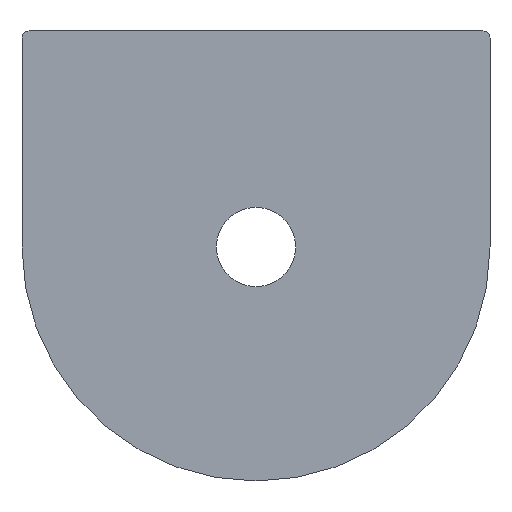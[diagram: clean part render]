
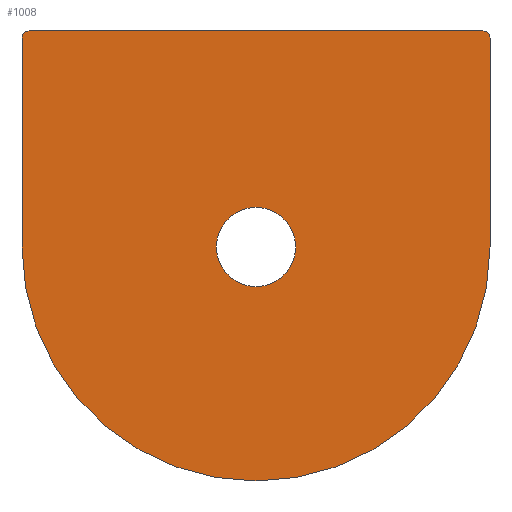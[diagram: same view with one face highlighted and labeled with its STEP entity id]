
A CAD part, front view. The second image highlights one B-rep face of the part: STEP entity #1008.
In plain terms, the highlighted planar face has unit normal (0, -1, 0).
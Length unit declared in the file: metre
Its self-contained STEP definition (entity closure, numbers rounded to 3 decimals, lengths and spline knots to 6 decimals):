
#125=CIRCLE('',#1115,0.0005);
#126=CIRCLE('',#1116,0.01625);
#127=CIRCLE('',#1117,0.0005);
#128=CIRCLE('',#1118,0.00275);
#335=ORIENTED_EDGE('',*,*,#462,.F.);
#336=ORIENTED_EDGE('',*,*,#555,.T.);
#337=ORIENTED_EDGE('',*,*,#444,.T.);
#338=ORIENTED_EDGE('',*,*,#556,.F.);
#339=ORIENTED_EDGE('',*,*,#480,.F.);
#340=ORIENTED_EDGE('',*,*,#557,.T.);
#341=ORIENTED_EDGE('',*,*,#558,.T.);
#444=EDGE_CURVE('',#593,#594,#684,.T.);
#462=EDGE_CURVE('',#611,#612,#698,.T.);
#480=EDGE_CURVE('',#627,#622,#710,.T.);
#555=EDGE_CURVE('',#611,#593,#125,.T.);
#556=EDGE_CURVE('',#622,#594,#126,.T.);
#557=EDGE_CURVE('',#627,#612,#127,.T.);
#558=EDGE_CURVE('',#671,#671,#128,.T.);
#593=VERTEX_POINT('',#1439);
#594=VERTEX_POINT('',#1440);
#611=VERTEX_POINT('',#1478);
#612=VERTEX_POINT('',#1480);
#622=VERTEX_POINT('',#1504);
#627=VERTEX_POINT('',#1514);
#671=VERTEX_POINT('',#1952);
#684=LINE('',#1438,#742);
#698=LINE('',#1479,#756);
#710=LINE('',#1515,#768);
#742=VECTOR('',#1160,1.);
#756=VECTOR('',#1190,1.);
#768=VECTOR('',#1218,1.);
#846=EDGE_LOOP('',(#335,#336,#337,#338,#339,#340));
#847=EDGE_LOOP('',(#341));
#920=FACE_BOUND('',#846,.T.);
#921=FACE_BOUND('',#847,.T.);
#967=PLANE('',#1114);
#1008=ADVANCED_FACE('',(#920,#921),#967,.T.);
#1114=AXIS2_PLACEMENT_3D('',#1947,#1346,#1347);
#1115=AXIS2_PLACEMENT_3D('',#1948,#1348,#1349);
#1116=AXIS2_PLACEMENT_3D('',#1949,#1350,#1351);
#1117=AXIS2_PLACEMENT_3D('',#1950,#1352,#1353);
#1118=AXIS2_PLACEMENT_3D('',#1951,#1354,#1355);
#1160=DIRECTION('',(0.,0.,-1.));
#1190=DIRECTION('',(1.,0.,0.));
#1218=DIRECTION('',(0.,0.,-1.));
#1346=DIRECTION('',(0.,-1.,0.));
#1347=DIRECTION('',(1.,0.,0.));
#1348=DIRECTION('',(0.,-1.,0.));
#1349=DIRECTION('',(0.,0.,-1.));
#1350=DIRECTION('',(0.,1.,0.));
#1351=DIRECTION('',(0.,0.,1.));
#1352=DIRECTION('',(0.,-1.,0.));
#1353=DIRECTION('',(0.,0.,-1.));
#1354=DIRECTION('',(0.,1.,0.));
#1355=DIRECTION('',(0.,0.,1.));
#1438=CARTESIAN_POINT('',(-0.03,0.225,0.005));
#1439=CARTESIAN_POINT('',(-0.03,0.225,0.0045));
#1440=CARTESIAN_POINT('',(-0.03,0.225,-0.01));
#1478=CARTESIAN_POINT('',(-0.0295,0.225,0.005));
#1479=CARTESIAN_POINT('',(0.,0.225,0.005));
#1480=CARTESIAN_POINT('',(0.002,0.225,0.005));
#1504=CARTESIAN_POINT('',(0.0025,0.225,-0.01));
#1514=CARTESIAN_POINT('',(0.0025,0.225,0.0045));
#1515=CARTESIAN_POINT('',(0.0025,0.225,0.));
#1947=CARTESIAN_POINT('',(-0.008333,0.225,0.001667));
#1948=CARTESIAN_POINT('',(-0.0295,0.225,0.0045));
#1949=CARTESIAN_POINT('',(-0.01375,0.225,-0.01));
#1950=CARTESIAN_POINT('',(0.002,0.225,0.0045));
#1951=CARTESIAN_POINT('',(-0.01375,0.225,-0.01));
#1952=CARTESIAN_POINT('',(-0.01375,0.225,-0.00725));
